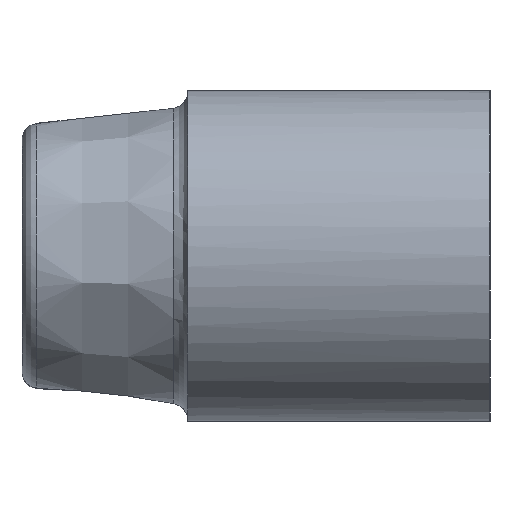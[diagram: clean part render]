
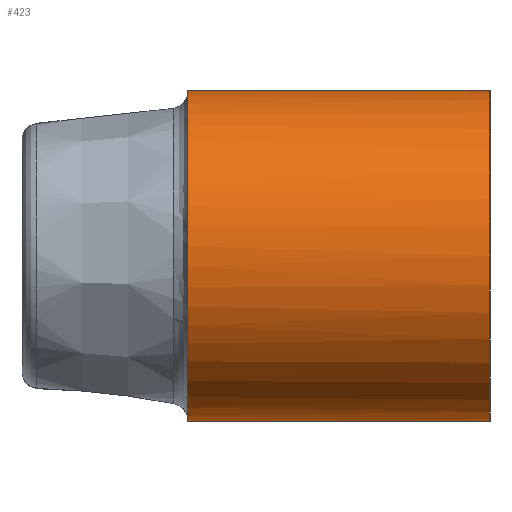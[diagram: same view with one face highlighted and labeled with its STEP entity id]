
A CAD part, left-side view. The second image highlights one B-rep face of the part: STEP entity #423.
In plain terms, the highlighted cylindrical face has radius 10 mm (diameter 20 mm), a partial arc.
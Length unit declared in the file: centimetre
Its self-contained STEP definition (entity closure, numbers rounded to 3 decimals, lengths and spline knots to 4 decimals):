
#53=B_SPLINE_CURVE_WITH_KNOTS('',3,(#1486,#1487,#1488,#1489,#1490,#1491,
#1492,#1493,#1494,#1495,#1496,#1497,#1498,#1499),.UNSPECIFIED.,.F.,.U.,(4,
2,2,2,2,2,4),(0.,0.3967,0.7936,1.1896,1.5677,
1.8089,2.0366),.UNSPECIFIED.);
#76=VECTOR('',#500,1.);
#80=VECTOR('',#546,1.);
#90=LINE('',#590,#76);
#94=LINE('',#1530,#80);
#105=VERTEX_POINT('',#580);
#106=VERTEX_POINT('',#582);
#109=VERTEX_POINT('',#589);
#130=VERTEX_POINT('',#1500);
#131=VERTEX_POINT('',#1501);
#133=VERTEX_POINT('',#1527);
#141=CIRCLE('',#437,1.);
#155=CIRCLE('',#462,1.);
#170=EDGE_CURVE('',#106,#105,#141,.T.);
#175=EDGE_CURVE('',#105,#109,#90,.T.);
#204=EDGE_CURVE('',#130,#131,#53,.F.);
#209=EDGE_CURVE('',#131,#133,#155,.T.);
#210=EDGE_CURVE('',#109,#130,#155,.T.);
#211=EDGE_CURVE('',#133,#106,#94,.T.);
#310=ORIENTED_EDGE('',*,*,#210,.T.);
#311=ORIENTED_EDGE('',*,*,#204,.T.);
#312=ORIENTED_EDGE('',*,*,#209,.T.);
#313=ORIENTED_EDGE('',*,*,#211,.T.);
#314=ORIENTED_EDGE('',*,*,#170,.T.);
#315=ORIENTED_EDGE('',*,*,#175,.T.);
#356=EDGE_LOOP('',(#310,#311,#312,#313,#314,#315));
#394=FACE_BOUND('',#356,.T.);
#423=ADVANCED_FACE('',(#394),#1542,.T.);
#437=AXIS2_PLACEMENT_3D('',#581,#493,#494);
#462=AXIS2_PLACEMENT_3D('',#1528,#542,#543);
#463=AXIS2_PLACEMENT_3D('',#1529,#544,#545);
#493=DIRECTION('',(0.,1.,0.));
#494=DIRECTION('',(-0.707,0.,-0.707));
#500=DIRECTION('',(0.,1.,0.));
#542=DIRECTION('',(0.,-1.,0.));
#543=DIRECTION('',(-0.707,0.,0.707));
#544=DIRECTION('',(0.,1.,0.));
#545=DIRECTION('',(-0.707,0.,0.707));
#546=DIRECTION('',(0.,-1.,0.));
#580=CARTESIAN_POINT('',(-2.15,-0.91,1.));
#581=CARTESIAN_POINT('',(-2.15,-0.91,0.));
#582=CARTESIAN_POINT('',(-2.15,-0.91,-1.));
#589=CARTESIAN_POINT('',(-2.15,0.91,1.));
#590=CARTESIAN_POINT('',(-2.15,0.,1.));
#1486=CARTESIAN_POINT('',(-2.6771,0.91,-0.8498));
#1487=CARTESIAN_POINT('',(-2.7895,0.91,-0.7801));
#1488=CARTESIAN_POINT('',(-2.887,0.9101,-0.6888));
#1489=CARTESIAN_POINT('',(-3.0407,0.9103,-0.4735));
#1490=CARTESIAN_POINT('',(-3.0955,0.9104,-0.3516));
#1491=CARTESIAN_POINT('',(-3.1543,0.9105,-0.0939));
#1492=CARTESIAN_POINT('',(-3.1579,0.9105,0.0393));
#1493=CARTESIAN_POINT('',(-3.1142,0.9104,0.2936));
#1494=CARTESIAN_POINT('',(-3.0696,0.9103,0.4126));
#1495=CARTESIAN_POINT('',(-2.9622,0.9102,0.5889));
#1496=CARTESIAN_POINT('',(-2.9122,0.9101,0.6523));
#1497=CARTESIAN_POINT('',(-2.8014,0.91,0.7625));
#1498=CARTESIAN_POINT('',(-2.7416,0.91,0.8098));
#1499=CARTESIAN_POINT('',(-2.6771,0.91,0.8498));
#1500=CARTESIAN_POINT('',(-2.6771,0.91,0.8498));
#1501=CARTESIAN_POINT('',(-2.6771,0.91,-0.8498));
#1527=CARTESIAN_POINT('',(-2.15,0.91,-1.));
#1528=CARTESIAN_POINT('',(-2.15,0.91,0.));
#1529=CARTESIAN_POINT('',(-2.15,0.,0.));
#1530=CARTESIAN_POINT('',(-2.15,0.,-1.));
#1542=CYLINDRICAL_SURFACE('',#463,1.);
